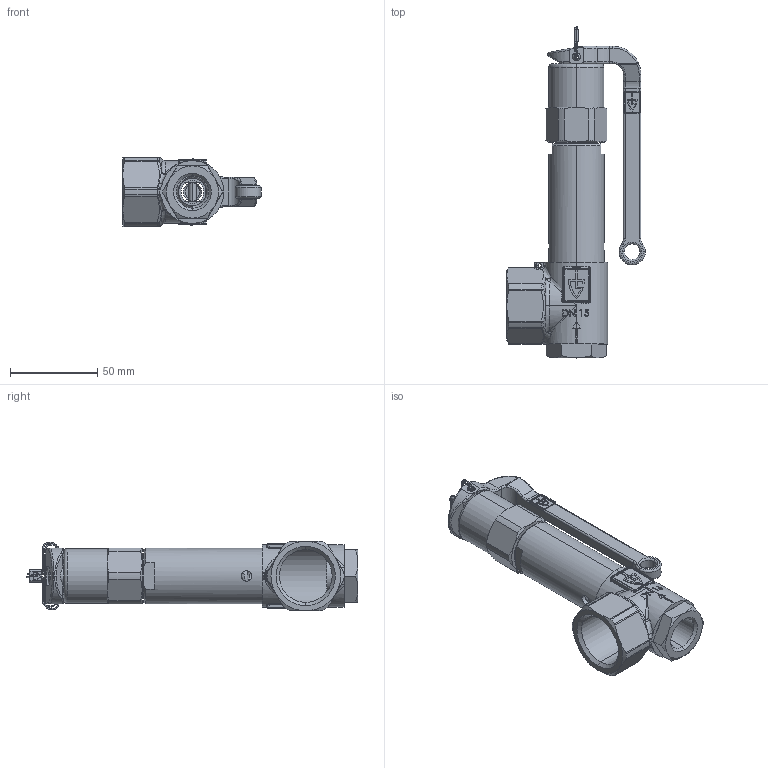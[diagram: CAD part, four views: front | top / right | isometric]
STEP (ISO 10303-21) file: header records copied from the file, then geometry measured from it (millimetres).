
FILE_DESCRIPTION (( 'STEP AP214' ), '1' );
FILE_NAME ('451bXL_15_FF_1525 HD.STEP', '2019-08-23T07:42:23', ( '' ), ( '' ), 'SwSTEP 2.0', 'SolidWorks 2018', '' );
FILE_SCHEMA (( 'AUTOMOTIVE_DESIGN' ));
Length unit declared in the file: millimetre
Products named in the file (1): 451bXL_15_FF_1525 HD
Bounding box: 79.5 x 190.67 x 40 mm (x, y, z)
Surface area: 44184.9 mm2 (no closed solid volume)
Topology: 0 solids, 14 shells, 708 faces, 2022 edges, 1288 vertices
Faces by surface type: cylinder 233, plane 212, bspline 119, torus 82, cone 46, sphere 16
Entity records: 37557 total; most frequent: CARTESIAN_POINT 12331, ORIENTED_EDGE 3640, DIRECTION 3508, EDGE_CURVE 2016, AXIS2_PLACEMENT_3D 1343, VERTEX_POINT 1288, VECTOR 822, LINE 822
